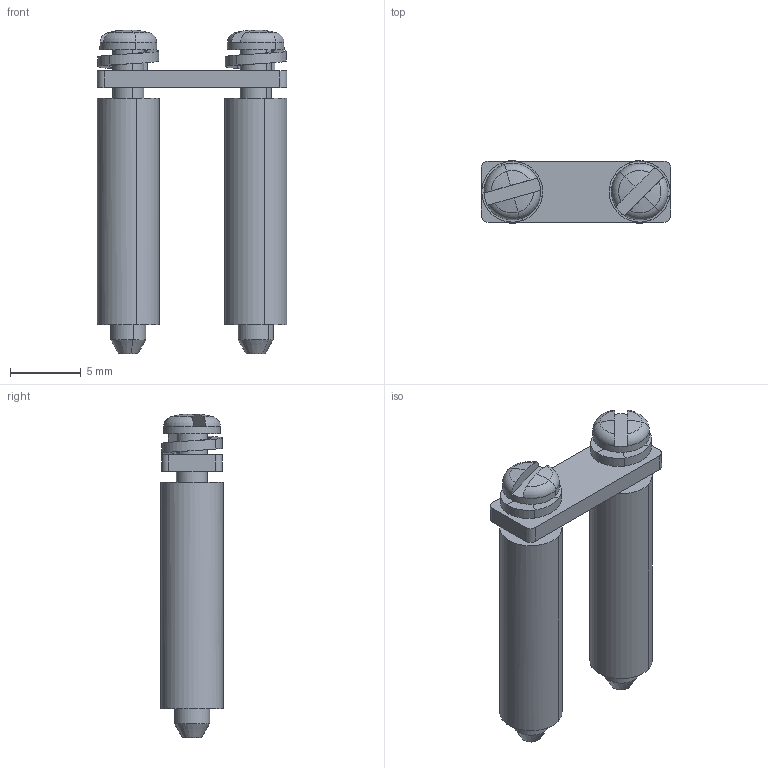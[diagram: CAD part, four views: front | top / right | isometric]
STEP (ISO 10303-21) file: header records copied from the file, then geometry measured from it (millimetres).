
FILE_DESCRIPTION(('CATIA V5 STEP Exchange','CAx-IF Rec.Pracs.--- Model Styling and Organization---1.4--- 2014-01-23'),'2;1');
FILE_NAME ('D1463458_0_2615030000_2615030000.stp','2020-07-27T06:13:38+00:00',('none'),('Weidmueller'),'CATIA Version 5-6 Release 2016 SP3 HF44','CATIA V5 STEP AP214','none');
FILE_SCHEMA(('AUTOMOTIVE_DESIGN { 1 0 10303 214 1 1 1 1 }'));
Length unit declared in the file: millimetre
Products named in the file (1): 2615030000
Bounding box: 13.4 x 4.39 x 22.88 mm (x, y, z)
Volume: 586.5 mm3; surface area: 1297.7 mm2
Topology: 1 solids, 1 shells, 118 faces, 302 edges, 196 vertices
Faces by surface type: cylinder 38, plane 28, bspline 24, cone 12, torus 8, sphere 8
Entity records: 4051 total; most frequent: CARTESIAN_POINT 1506, ORIENTED_EDGE 604, DIRECTION 375, EDGE_CURVE 302, VERTEX_POINT 196, AXIS2_PLACEMENT_3D 190, EDGE_LOOP 132, ADVANCED_FACE 118
